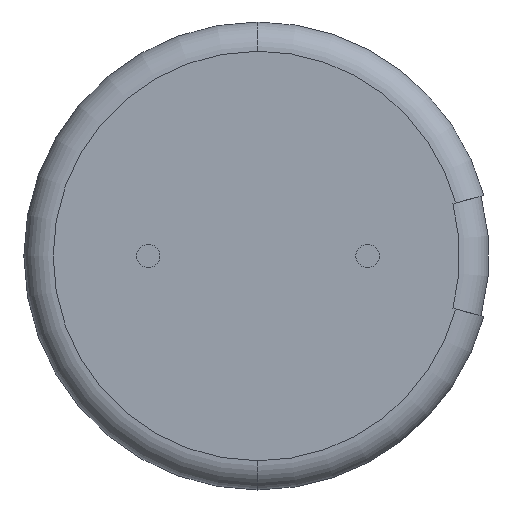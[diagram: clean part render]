
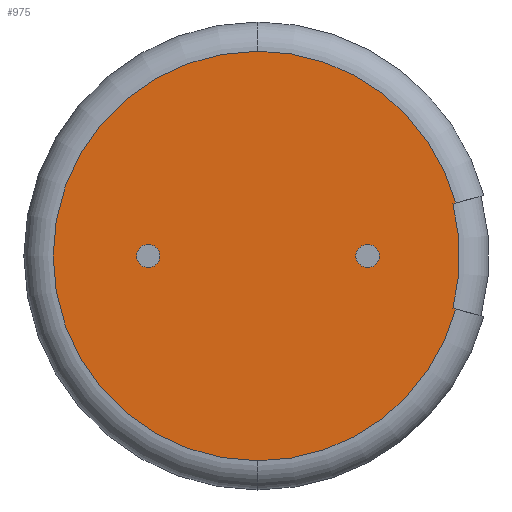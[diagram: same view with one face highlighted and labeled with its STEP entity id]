
A CAD part, front view. The second image highlights one B-rep face of the part: STEP entity #975.
In plain terms, the highlighted planar face has unit normal (0, -1, 0).
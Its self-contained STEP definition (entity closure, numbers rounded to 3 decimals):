
#1 = CIRCLE ( 'NONE', #1389, 7. ) ;
#69 = CIRCLE ( 'NONE', #771, 7. ) ;
#113 = VERTEX_POINT ( 'NONE', #1149 ) ;
#126 = LINE ( 'NONE', #450, #1285 ) ;
#141 = DIRECTION ( 'NONE',  ( 0., -1., 0. ) ) ;
#235 = CARTESIAN_POINT ( 'NONE',  ( 0., 0., 0. ) ) ;
#275 = ORIENTED_EDGE ( 'NONE', *, *, #1370, .F. ) ;
#317 = CIRCLE ( 'NONE', #1060, 7. ) ;
#337 = DIRECTION ( 'NONE',  ( 0.966, 0., 0.259 ) ) ;
#350 = DIRECTION ( 'NONE',  ( 0., 0., -1. ) ) ;
#352 = DIRECTION ( 'NONE',  ( 0., -1., 0. ) ) ;
#356 = DIRECTION ( 'NONE',  ( 0., 0., 1. ) ) ;
#357 = DIRECTION ( 'NONE',  ( 0., 0., 1. ) ) ;
#360 = VECTOR ( 'NONE', #797, 1000. ) ;
#422 = EDGE_LOOP ( 'NONE', ( #275, #673, #584, #1066, #461, #866 ) ) ;
#450 = CARTESIAN_POINT ( 'NONE',  ( 6.665, 0., 1.786 ) ) ;
#461 = ORIENTED_EDGE ( 'NONE', *, *, #705, .T. ) ;
#470 = CARTESIAN_POINT ( 'NONE',  ( 0., 0., 0. ) ) ;
#499 = CARTESIAN_POINT ( 'NONE',  ( 0., 0., 7. ) ) ;
#584 = ORIENTED_EDGE ( 'NONE', *, *, #1160, .T. ) ;
#672 = VERTEX_POINT ( 'NONE', #1033 ) ;
#673 = ORIENTED_EDGE ( 'NONE', *, *, #985, .T. ) ;
#699 = CARTESIAN_POINT ( 'NONE',  ( 0., 0., 0. ) ) ;
#705 = EDGE_CURVE ( 'NONE', #782, #113, #1, .T. ) ;
#708 = LINE ( 'NONE', #1021, #360 ) ;
#771 = AXIS2_PLACEMENT_3D ( 'NONE', #470, #352, #1374 ) ;
#782 = VERTEX_POINT ( 'NONE', #499 ) ;
#796 = AXIS2_PLACEMENT_3D ( 'NONE', #913, #814, #350 ) ;
#797 = DIRECTION ( 'NONE',  ( 0.966, 0., -0.259 ) ) ;
#814 = DIRECTION ( 'NONE',  ( 0., -1., 0. ) ) ;
#866 = ORIENTED_EDGE ( 'NONE', *, *, #1172, .T. ) ;
#877 = CIRCLE ( 'NONE', #796, 6.9 ) ;
#913 = CARTESIAN_POINT ( 'NONE',  ( 0., 0., 0. ) ) ;
#975 = ADVANCED_FACE ( 'NONE', ( #1237 ), #1265, .F. ) ;
#985 = EDGE_CURVE ( 'NONE', #1122, #672, #877, .T. ) ;
#1020 = AXIS2_PLACEMENT_3D ( 'NONE', #1255, #1028, #1363 ) ;
#1021 = CARTESIAN_POINT ( 'NONE',  ( 6.665, 0., -1.786 ) ) ;
#1028 = DIRECTION ( 'NONE',  ( 0., 1., 0. ) ) ;
#1031 = CARTESIAN_POINT ( 'NONE',  ( 6.761, 0., 1.812 ) ) ;
#1033 = CARTESIAN_POINT ( 'NONE',  ( 6.665, 0., 1.786 ) ) ;
#1038 = DIRECTION ( 'NONE',  ( 0., -1., 0. ) ) ;
#1060 = AXIS2_PLACEMENT_3D ( 'NONE', #699, #141, #357 ) ;
#1066 = ORIENTED_EDGE ( 'NONE', *, *, #1413, .T. ) ;
#1087 = VERTEX_POINT ( 'NONE', #1287 ) ;
#1122 = VERTEX_POINT ( 'NONE', #1144 ) ;
#1144 = CARTESIAN_POINT ( 'NONE',  ( 6.665, 0., -1.786 ) ) ;
#1149 = CARTESIAN_POINT ( 'NONE',  ( 0., 0., -7. ) ) ;
#1160 = EDGE_CURVE ( 'NONE', #672, #1385, #126, .T. ) ;
#1172 = EDGE_CURVE ( 'NONE', #113, #1087, #317, .T. ) ;
#1237 = FACE_OUTER_BOUND ( 'NONE', #422, .T. ) ;
#1255 = CARTESIAN_POINT ( 'NONE',  ( 0., 0., 0. ) ) ;
#1265 = PLANE ( 'NONE',  #1020 ) ;
#1285 = VECTOR ( 'NONE', #337, 1000. ) ;
#1287 = CARTESIAN_POINT ( 'NONE',  ( 6.761, 0., -1.812 ) ) ;
#1363 = DIRECTION ( 'NONE',  ( 0., 0., 1. ) ) ;
#1370 = EDGE_CURVE ( 'NONE', #1122, #1087, #708, .T. ) ;
#1374 = DIRECTION ( 'NONE',  ( 0., 0., 1. ) ) ;
#1385 = VERTEX_POINT ( 'NONE', #1031 ) ;
#1389 = AXIS2_PLACEMENT_3D ( 'NONE', #235, #1038, #356 ) ;
#1413 = EDGE_CURVE ( 'NONE', #1385, #782, #69, .T. ) ;
